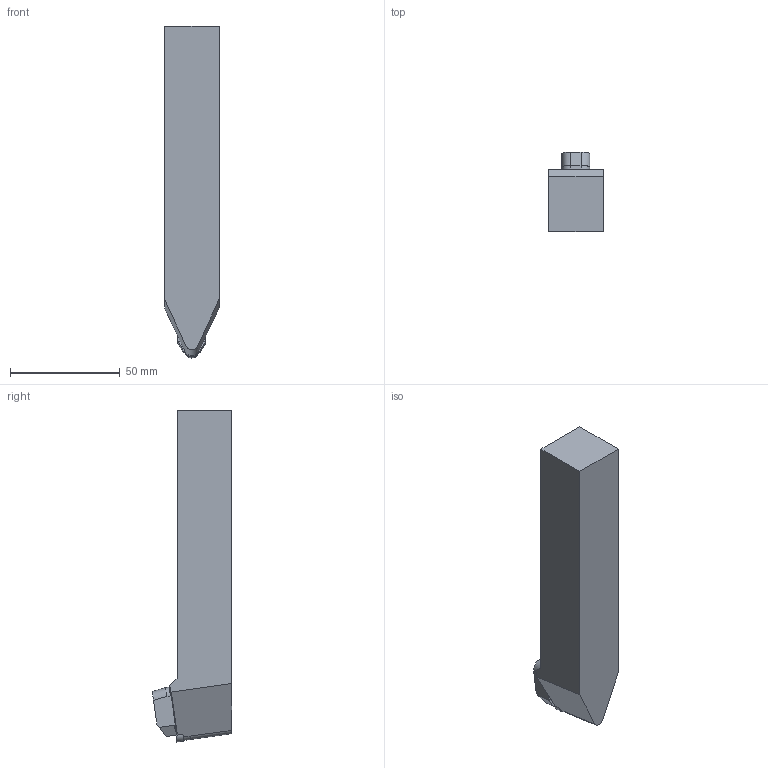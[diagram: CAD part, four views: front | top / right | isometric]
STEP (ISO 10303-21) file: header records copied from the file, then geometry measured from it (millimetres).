
FILE_DESCRIPTION(/* description */ (''),/* implementation_level */ '2;1');
FILE_NAME(/* name */ '1517920449713.stp',/* time_stamp */ '2018-02-06T13:34:13+01:00',/* author */ (''),/* organization */ ('SMS'),/* preprocessor_version */ 'ST-DEVELOPER v15',/* originating_system */ 'SIEMENS PLM Software NX 8.5',/* authorisation */ '');
FILE_SCHEMA (('AUTOMOTIVE_DESIGN { 1 0 10303 214 3 1 1 1 }'));
Length unit declared in the file: millimetre
Products named in the file (4): ASSEMBLY_CONSTRUCTION; 201389065mod000_00; 201440058mod000_00; 201440056mod000_00
Assembly tree (3 placements, depth 2):
  201440056mod000_00
    201440058mod000_00
    201389065mod000_00
    ASSEMBLY_CONSTRUCTION
Bounding box: 24.9 x 36.18 x 151 mm (x, y, z)
Volume: 89131.9 mm3; surface area: 16511 mm2
Topology: 2 solids, 4 shells, 41 faces, 101 edges, 74 vertices
Faces by surface type: plane 29, cylinder 5, extrusion 5, cone 2
Full cylindrical faces by diameter (mm): 6.35 x1
Entity records: 1527 total; most frequent: CARTESIAN_POINT 387, DIRECTION 210, ORIENTED_EDGE 190, EDGE_CURVE 95, VECTOR 78, LINE 73, AXIS2_PLACEMENT_3D 66, VERTEX_POINT 65
